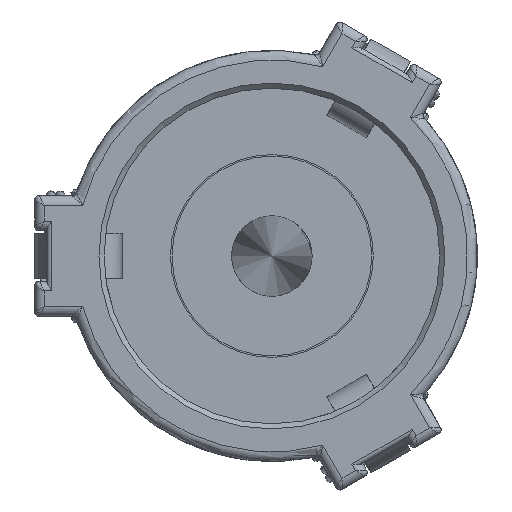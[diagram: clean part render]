
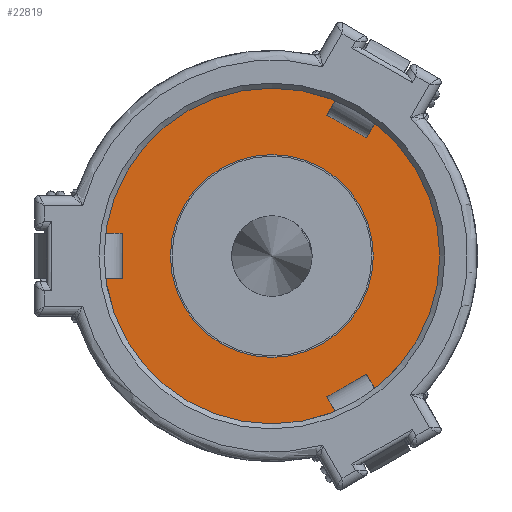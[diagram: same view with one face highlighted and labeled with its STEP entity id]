
A CAD part, left-side view. The second image highlights one B-rep face of the part: STEP entity #22819.
In plain terms, the highlighted face is planar.
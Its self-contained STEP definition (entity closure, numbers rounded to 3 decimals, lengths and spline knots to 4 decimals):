
#875=FACE_BOUND('',#4859,.T.);
#1092=PLANE('',#24896);
#2396=CIRCLE('',#24897,2.17);
#2397=CIRCLE('',#24898,2.17);
#2398=CIRCLE('',#24899,1.295);
#2399=CIRCLE('',#24900,1.295);
#3389=FACE_OUTER_BOUND('',#4858,.T.);
#4858=EDGE_LOOP('',(#19314,#19315));
#4859=EDGE_LOOP('',(#19316,#19317));
#10769=VERTEX_POINT('',#58160);
#10770=VERTEX_POINT('',#58161);
#10771=VERTEX_POINT('',#58164);
#10772=VERTEX_POINT('',#58165);
#13753=EDGE_CURVE('',#10769,#10770,#2396,.T.);
#13754=EDGE_CURVE('',#10770,#10769,#2397,.T.);
#13755=EDGE_CURVE('',#10771,#10772,#2398,.T.);
#13756=EDGE_CURVE('',#10772,#10771,#2399,.T.);
#19314=ORIENTED_EDGE('',*,*,#13753,.T.);
#19315=ORIENTED_EDGE('',*,*,#13754,.T.);
#19316=ORIENTED_EDGE('',*,*,#13755,.F.);
#19317=ORIENTED_EDGE('',*,*,#13756,.F.);
#22819=ADVANCED_FACE('',(#3389,#875),#1092,.T.);
#24896=AXIS2_PLACEMENT_3D('',#58159,#28826,#28827);
#24897=AXIS2_PLACEMENT_3D('',#58162,#28828,#28829);
#24898=AXIS2_PLACEMENT_3D('',#58163,#28830,#28831);
#24899=AXIS2_PLACEMENT_3D('',#58166,#28832,#28833);
#24900=AXIS2_PLACEMENT_3D('',#58167,#28834,#28835);
#28826=DIRECTION('center_axis',(1.,0.,0.));
#28827=DIRECTION('ref_axis',(0.,0.,-1.));
#28828=DIRECTION('center_axis',(1.,0.,0.));
#28829=DIRECTION('ref_axis',(0.,0.,-1.));
#28830=DIRECTION('center_axis',(1.,0.,0.));
#28831=DIRECTION('ref_axis',(0.,0.,-1.));
#28832=DIRECTION('center_axis',(1.,0.,0.));
#28833=DIRECTION('ref_axis',(0.,0.,-1.));
#28834=DIRECTION('center_axis',(1.,0.,0.));
#28835=DIRECTION('ref_axis',(0.,0.,-1.));
#58159=CARTESIAN_POINT('Origin',(0.125,1.295,0.));
#58160=CARTESIAN_POINT('',(0.125,2.17,0.));
#58161=CARTESIAN_POINT('',(0.125,-2.17,0.));
#58162=CARTESIAN_POINT('Origin',(0.125,0.,0.));
#58163=CARTESIAN_POINT('Origin',(0.125,0.,0.));
#58164=CARTESIAN_POINT('',(0.125,1.295,0.));
#58165=CARTESIAN_POINT('',(0.125,-1.295,0.));
#58166=CARTESIAN_POINT('Origin',(0.125,0.,0.));
#58167=CARTESIAN_POINT('Origin',(0.125,0.,0.));
